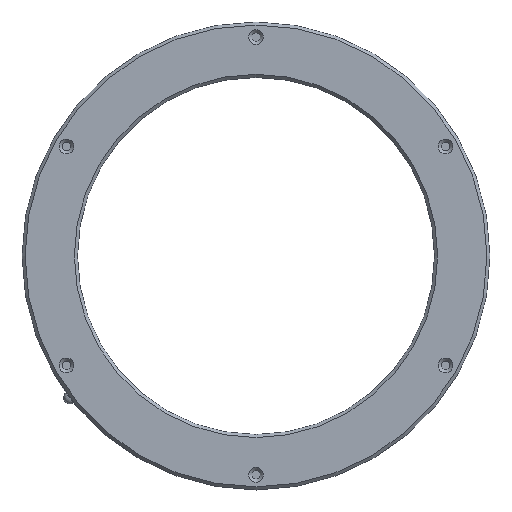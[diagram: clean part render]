
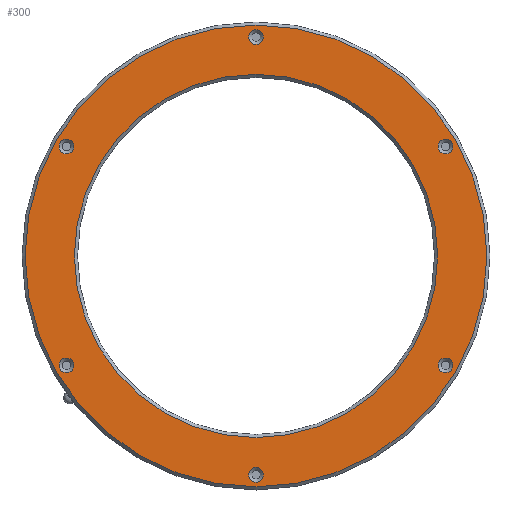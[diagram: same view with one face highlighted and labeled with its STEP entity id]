
A CAD part, top view. The second image highlights one B-rep face of the part: STEP entity #300.
In plain terms, the highlighted planar face has unit normal (0, 0, 1).
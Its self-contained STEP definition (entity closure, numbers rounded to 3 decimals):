
#44=PLANE('',#365);
#85=ORIENTED_EDGE('',*,*,#119,.T.);
#86=ORIENTED_EDGE('',*,*,#118,.T.);
#87=ORIENTED_EDGE('',*,*,#117,.T.);
#88=ORIENTED_EDGE('',*,*,#116,.T.);
#89=ORIENTED_EDGE('',*,*,#115,.T.);
#90=ORIENTED_EDGE('',*,*,#114,.T.);
#91=ORIENTED_EDGE('',*,*,#113,.T.);
#92=ORIENTED_EDGE('',*,*,#120,.T.);
#113=EDGE_CURVE('',#138,#138,#162,.F.);
#114=EDGE_CURVE('',#139,#139,#163,.F.);
#115=EDGE_CURVE('',#140,#140,#164,.F.);
#116=EDGE_CURVE('',#141,#141,#165,.F.);
#117=EDGE_CURVE('',#142,#142,#166,.F.);
#118=EDGE_CURVE('',#143,#143,#167,.F.);
#119=EDGE_CURVE('',#144,#144,#168,.F.);
#120=EDGE_CURVE('',#145,#145,#169,.T.);
#138=VERTEX_POINT('',#537);
#139=VERTEX_POINT('',#540);
#140=VERTEX_POINT('',#543);
#141=VERTEX_POINT('',#546);
#142=VERTEX_POINT('',#549);
#143=VERTEX_POINT('',#552);
#144=VERTEX_POINT('',#555);
#145=VERTEX_POINT('',#558);
#162=CIRCLE('',#352,29.5);
#163=CIRCLE('',#354,1.2);
#164=CIRCLE('',#356,1.2);
#165=CIRCLE('',#358,1.2);
#166=CIRCLE('',#360,1.2);
#167=CIRCLE('',#362,1.2);
#168=CIRCLE('',#364,1.2);
#169=CIRCLE('',#366,37.5);
#209=EDGE_LOOP('',(#85));
#210=EDGE_LOOP('',(#86));
#211=EDGE_LOOP('',(#87));
#212=EDGE_LOOP('',(#88));
#213=EDGE_LOOP('',(#89));
#214=EDGE_LOOP('',(#90));
#215=EDGE_LOOP('',(#91));
#216=EDGE_LOOP('',(#92));
#259=FACE_BOUND('',#209,.T.);
#260=FACE_BOUND('',#210,.T.);
#261=FACE_BOUND('',#211,.T.);
#262=FACE_BOUND('',#212,.T.);
#263=FACE_BOUND('',#213,.T.);
#264=FACE_BOUND('',#214,.T.);
#265=FACE_BOUND('',#215,.T.);
#266=FACE_BOUND('',#216,.T.);
#300=ADVANCED_FACE('',(#259,#260,#261,#262,#263,#264,#265,#266),#44,.T.);
#352=AXIS2_PLACEMENT_3D('',#536,#437,#438);
#354=AXIS2_PLACEMENT_3D('',#539,#441,#442);
#356=AXIS2_PLACEMENT_3D('',#542,#445,#446);
#358=AXIS2_PLACEMENT_3D('',#545,#449,#450);
#360=AXIS2_PLACEMENT_3D('',#548,#453,#454);
#362=AXIS2_PLACEMENT_3D('',#551,#457,#458);
#364=AXIS2_PLACEMENT_3D('',#554,#461,#462);
#365=AXIS2_PLACEMENT_3D('',#556,#463,#464);
#366=AXIS2_PLACEMENT_3D('',#557,#465,#466);
#437=DIRECTION('',(0.,0.,1.));
#438=DIRECTION('',(1.,0.,0.));
#441=DIRECTION('',(0.,0.,1.));
#442=DIRECTION('',(1.,0.,0.));
#445=DIRECTION('',(0.,0.,1.));
#446=DIRECTION('',(1.,0.,0.));
#449=DIRECTION('',(0.,0.,1.));
#450=DIRECTION('',(1.,0.,0.));
#453=DIRECTION('',(0.,0.,1.));
#454=DIRECTION('',(1.,0.,0.));
#457=DIRECTION('',(0.,0.,1.));
#458=DIRECTION('',(1.,0.,0.));
#461=DIRECTION('',(0.,0.,1.));
#462=DIRECTION('',(1.,0.,0.));
#463=DIRECTION('',(0.,0.,1.));
#464=DIRECTION('',(0.,1.,0.));
#465=DIRECTION('',(0.,0.,1.));
#466=DIRECTION('',(1.,0.,0.));
#536=CARTESIAN_POINT('',(0.,0.,0.));
#537=CARTESIAN_POINT('',(29.5,0.,0.));
#539=CARTESIAN_POINT('',(30.787,17.775,0.));
#540=CARTESIAN_POINT('',(31.987,17.775,0.));
#542=CARTESIAN_POINT('',(30.787,-17.775,0.));
#543=CARTESIAN_POINT('',(31.987,-17.775,0.));
#545=CARTESIAN_POINT('',(0.,-35.55,0.));
#546=CARTESIAN_POINT('',(1.2,-35.55,0.));
#548=CARTESIAN_POINT('',(-30.787,-17.775,0.));
#549=CARTESIAN_POINT('',(-29.587,-17.775,0.));
#551=CARTESIAN_POINT('',(-30.787,17.775,0.));
#552=CARTESIAN_POINT('',(-29.587,17.775,0.));
#554=CARTESIAN_POINT('',(0.,35.55,0.));
#555=CARTESIAN_POINT('',(1.2,35.55,0.));
#556=CARTESIAN_POINT('',(-100.,-6.124,0.));
#557=CARTESIAN_POINT('',(0.,0.,0.));
#558=CARTESIAN_POINT('',(37.5,0.,0.));
